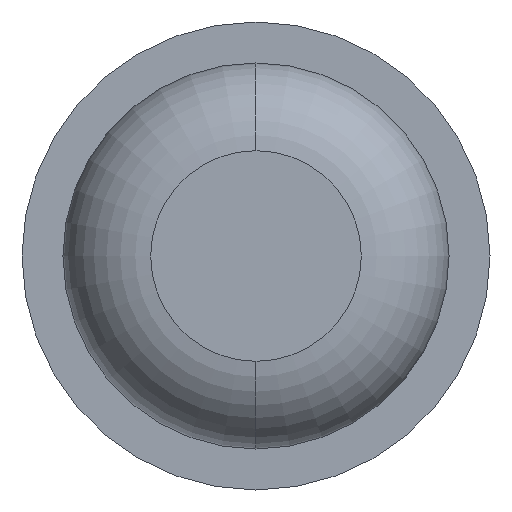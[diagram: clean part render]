
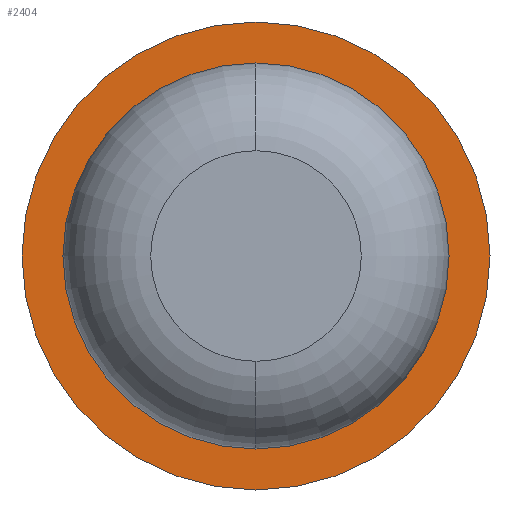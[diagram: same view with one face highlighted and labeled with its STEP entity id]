
A CAD part, front view. The second image highlights one B-rep face of the part: STEP entity #2404.
In plain terms, the highlighted planar face has unit normal (0, -1, 0).
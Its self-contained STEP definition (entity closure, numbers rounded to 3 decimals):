
#42 = DIRECTION ( 'NONE',  ( -1., 0., 0. ) ) ;
#350 = EDGE_LOOP ( 'NONE', ( #2368, #4912 ) ) ;
#698 = CARTESIAN_POINT ( 'NONE',  ( 0., -4., 0. ) ) ;
#756 = CIRCLE ( 'NONE', #842, 0.825 ) ;
#783 = CARTESIAN_POINT ( 'NONE',  ( 0., -4., 0. ) ) ;
#842 = AXIS2_PLACEMENT_3D ( 'NONE', #3881, #2347, #3436 ) ;
#864 = CARTESIAN_POINT ( 'NONE',  ( 0., -4., 0.825 ) ) ;
#917 = DIRECTION ( 'NONE',  ( -1., 0., 0. ) ) ;
#961 = EDGE_LOOP ( 'NONE', ( #3317, #2002 ) ) ;
#999 = AXIS2_PLACEMENT_3D ( 'NONE', #4751, #3258, #1002 ) ;
#1002 = DIRECTION ( 'NONE',  ( -1., 0., 0. ) ) ;
#1084 = VERTEX_POINT ( 'NONE', #1581 ) ;
#1245 = FACE_BOUND ( 'NONE', #350, .T. ) ;
#1383 = CARTESIAN_POINT ( 'NONE',  ( -1., -4., 0. ) ) ;
#1525 = CIRCLE ( 'NONE', #3583, 1. ) ;
#1581 = CARTESIAN_POINT ( 'NONE',  ( 1., -4., 0. ) ) ;
#1747 = CARTESIAN_POINT ( 'NONE',  ( 0., -4., -0.825 ) ) ;
#1821 = DIRECTION ( 'NONE',  ( -1., 0., 0. ) ) ;
#1835 = VERTEX_POINT ( 'NONE', #1383 ) ;
#2002 = ORIENTED_EDGE ( 'NONE', *, *, #4678, .F. ) ;
#2014 = CARTESIAN_POINT ( 'NONE',  ( 0., -4., 0. ) ) ;
#2092 = PLANE ( 'NONE',  #999 ) ;
#2212 = DIRECTION ( 'NONE',  ( 0., 1., 0. ) ) ;
#2310 = DIRECTION ( 'NONE',  ( 0., 1., 0. ) ) ;
#2347 = DIRECTION ( 'NONE',  ( 0., 1., 0. ) ) ;
#2368 = ORIENTED_EDGE ( 'NONE', *, *, #4367, .T. ) ;
#2404 = ADVANCED_FACE ( 'Defeature ausgef�hrt1_5', ( #4326, #1245 ), #2092, .F. ) ;
#2567 = CIRCLE ( 'NONE', #4702, 1. ) ;
#3060 = CIRCLE ( 'NONE', #3876, 0.825 ) ;
#3258 = DIRECTION ( 'NONE',  ( 0., 1., 0. ) ) ;
#3317 = ORIENTED_EDGE ( 'NONE', *, *, #4655, .F. ) ;
#3436 = DIRECTION ( 'NONE',  ( -1., 0., 0. ) ) ;
#3583 = AXIS2_PLACEMENT_3D ( 'NONE', #698, #2212, #1821 ) ;
#3876 = AXIS2_PLACEMENT_3D ( 'NONE', #2014, #4353, #917 ) ;
#3881 = CARTESIAN_POINT ( 'NONE',  ( 0., -4., 0. ) ) ;
#4231 = VERTEX_POINT ( 'NONE', #864 ) ;
#4287 = EDGE_CURVE ( 'Defeature ausgef�hrt1_5+Defeature ausgef�hrt1_0+Defeature ausgef�hrt1_0+Defeature ausgef�hrt1_0', #4555, #4231, #756, .T. ) ;
#4326 = FACE_OUTER_BOUND ( 'NONE', #961, .T. ) ;
#4353 = DIRECTION ( 'NONE',  ( 0., 1., 0. ) ) ;
#4367 = EDGE_CURVE ( 'Defeature ausgef�hrt1_5+Defeature ausgef�hrt1_0+Defeature ausgef�hrt1_0+Defeature ausgef�hrt1_0', #4231, #4555, #3060, .T. ) ;
#4555 = VERTEX_POINT ( 'NONE', #1747 ) ;
#4655 = EDGE_CURVE ( 'Defeature ausgef�hrt1_6+Defeature ausgef�hrt1_5+Defeature ausgef�hrt1_5+Defeature ausgef�hrt1_5', #1835, #1084, #1525, .T. ) ;
#4678 = EDGE_CURVE ( 'Defeature ausgef�hrt1_6+Defeature ausgef�hrt1_5+Defeature ausgef�hrt1_5+Defeature ausgef�hrt1_5', #1084, #1835, #2567, .T. ) ;
#4702 = AXIS2_PLACEMENT_3D ( 'NONE', #783, #2310, #42 ) ;
#4751 = CARTESIAN_POINT ( 'NONE',  ( 0.825, -4., 0. ) ) ;
#4912 = ORIENTED_EDGE ( 'NONE', *, *, #4287, .T. ) ;
